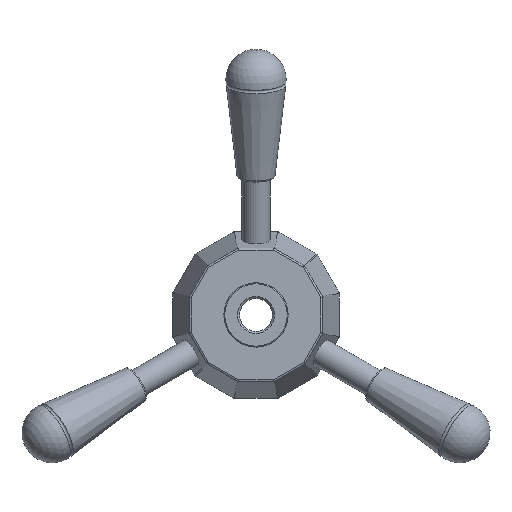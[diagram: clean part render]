
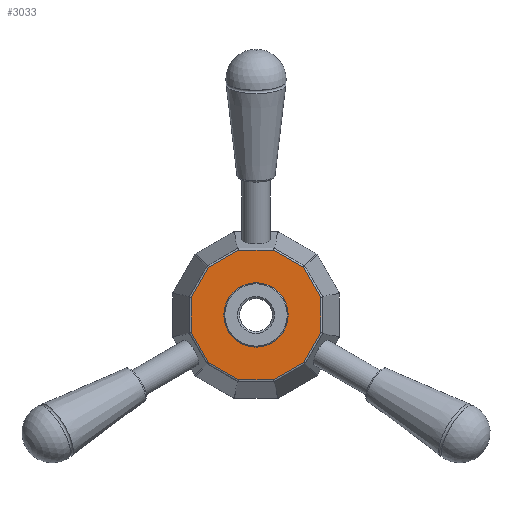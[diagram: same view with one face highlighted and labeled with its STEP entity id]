
A CAD part, top view. The second image highlights one B-rep face of the part: STEP entity #3033.
In plain terms, the highlighted planar face has unit normal (0, 0, 1).
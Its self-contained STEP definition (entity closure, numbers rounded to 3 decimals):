
#109=CIRCLE('',#3206,17.);
#302=LINE('',#4732,#386);
#304=LINE('',#4735,#388);
#306=LINE('',#4738,#390);
#308=LINE('',#4741,#392);
#310=LINE('',#4744,#394);
#313=LINE('',#4748,#397);
#314=LINE('',#4750,#398);
#316=LINE('',#4753,#400);
#318=LINE('',#4756,#402);
#320=LINE('',#4759,#404);
#322=LINE('',#4762,#406);
#324=LINE('',#4765,#408);
#386=VECTOR('',#3492,1000.);
#388=VECTOR('',#3496,1000.);
#390=VECTOR('',#3500,1000.);
#392=VECTOR('',#3504,1000.);
#394=VECTOR('',#3508,1000.);
#397=VECTOR('',#3513,1000.);
#398=VECTOR('',#3516,1000.);
#400=VECTOR('',#3520,1000.);
#402=VECTOR('',#3524,1000.);
#404=VECTOR('',#3528,1000.);
#406=VECTOR('',#3532,1000.);
#408=VECTOR('',#3536,1000.);
#722=ORIENTED_EDGE('',*,*,#1046,.T.);
#723=ORIENTED_EDGE('',*,*,#1016,.F.);
#724=ORIENTED_EDGE('',*,*,#1014,.F.);
#725=ORIENTED_EDGE('',*,*,#1018,.T.);
#726=ORIENTED_EDGE('',*,*,#1022,.F.);
#727=ORIENTED_EDGE('',*,*,#1026,.T.);
#728=ORIENTED_EDGE('',*,*,#1030,.F.);
#729=ORIENTED_EDGE('',*,*,#1034,.F.);
#730=ORIENTED_EDGE('',*,*,#1036,.F.);
#731=ORIENTED_EDGE('',*,*,#1032,.F.);
#732=ORIENTED_EDGE('',*,*,#1028,.F.);
#733=ORIENTED_EDGE('',*,*,#1025,.F.);
#734=ORIENTED_EDGE('',*,*,#1020,.F.);
#1014=EDGE_CURVE('',#1177,#1174,#302,.T.);
#1016=EDGE_CURVE('',#1174,#1171,#304,.T.);
#1018=EDGE_CURVE('',#1177,#1180,#306,.T.);
#1020=EDGE_CURVE('',#1171,#1168,#308,.T.);
#1022=EDGE_CURVE('',#1183,#1180,#310,.T.);
#1025=EDGE_CURVE('',#1168,#1200,#313,.T.);
#1026=EDGE_CURVE('',#1183,#1186,#314,.T.);
#1028=EDGE_CURVE('',#1200,#1198,#316,.T.);
#1030=EDGE_CURVE('',#1189,#1186,#318,.T.);
#1032=EDGE_CURVE('',#1198,#1195,#320,.T.);
#1034=EDGE_CURVE('',#1192,#1189,#322,.T.);
#1036=EDGE_CURVE('',#1195,#1192,#324,.T.);
#1046=EDGE_CURVE('',#1210,#1210,#109,.T.);
#1168=VERTEX_POINT('',#4406);
#1171=VERTEX_POINT('',#4435);
#1174=VERTEX_POINT('',#4464);
#1177=VERTEX_POINT('',#4493);
#1180=VERTEX_POINT('',#4522);
#1183=VERTEX_POINT('',#4551);
#1186=VERTEX_POINT('',#4580);
#1189=VERTEX_POINT('',#4609);
#1192=VERTEX_POINT('',#4638);
#1195=VERTEX_POINT('',#4667);
#1198=VERTEX_POINT('',#4696);
#1200=VERTEX_POINT('',#4720);
#1210=VERTEX_POINT('',#4802);
#1430=EDGE_LOOP('',(#722));
#1431=EDGE_LOOP('',(#723,#724,#725,#726,#727,#728,#729,#730,#731,#732,#733,
#734));
#1664=FACE_BOUND('',#1430,.T.);
#1665=FACE_BOUND('',#1431,.T.);
#1842=PLANE('',#3205);
#3033=ADVANCED_FACE('',(#1664,#1665),#1842,.F.);
#3205=AXIS2_PLACEMENT_3D('',#4800,#3588,#3589);
#3206=AXIS2_PLACEMENT_3D('',#4801,#3590,#3591);
#3492=DIRECTION('',(-0.866,0.5,0.));
#3496=DIRECTION('',(-0.5,0.866,0.));
#3500=DIRECTION('',(1.,0.,0.));
#3504=DIRECTION('',(0.,1.,0.));
#3508=DIRECTION('',(-0.866,-0.5,0.));
#3513=DIRECTION('',(0.5,0.866,0.));
#3516=DIRECTION('',(0.5,0.866,0.));
#3520=DIRECTION('',(0.866,0.5,0.));
#3524=DIRECTION('',(0.,-1.,0.));
#3528=DIRECTION('',(1.,0.,0.));
#3532=DIRECTION('',(0.5,-0.866,0.));
#3536=DIRECTION('',(0.866,-0.5,0.));
#3588=DIRECTION('',(0.,0.,-1.));
#3589=DIRECTION('',(-1.,0.,0.));
#3590=DIRECTION('',(0.,0.,-1.));
#3591=DIRECTION('',(-1.,0.,0.));
#4406=CARTESIAN_POINT('',(-34.339,9.201,37.5));
#4435=CARTESIAN_POINT('',(-34.339,-9.201,37.5));
#4464=CARTESIAN_POINT('',(-25.138,-25.138,37.5));
#4493=CARTESIAN_POINT('',(-9.201,-34.339,37.5));
#4522=CARTESIAN_POINT('',(9.201,-34.339,37.5));
#4551=CARTESIAN_POINT('',(25.138,-25.138,37.5));
#4580=CARTESIAN_POINT('',(34.339,-9.201,37.5));
#4609=CARTESIAN_POINT('',(34.339,9.201,37.5));
#4638=CARTESIAN_POINT('',(25.138,25.138,37.5));
#4667=CARTESIAN_POINT('',(9.201,34.339,37.5));
#4696=CARTESIAN_POINT('',(-9.201,34.339,37.5));
#4720=CARTESIAN_POINT('',(-25.138,25.138,37.5));
#4732=CARTESIAN_POINT('',(-9.033,-34.436,37.5));
#4735=CARTESIAN_POINT('',(-25.041,-25.306,37.5));
#4738=CARTESIAN_POINT('',(47.25,-34.339,37.5));
#4741=CARTESIAN_POINT('',(-34.339,-9.396,37.5));
#4744=CARTESIAN_POINT('',(25.306,-25.041,37.5));
#4748=CARTESIAN_POINT('',(-34.436,9.033,37.5));
#4750=CARTESIAN_POINT('',(41.551,3.29,37.5));
#4753=CARTESIAN_POINT('',(-25.306,25.041,37.5));
#4756=CARTESIAN_POINT('',(34.339,9.396,37.5));
#4759=CARTESIAN_POINT('',(-9.396,34.339,37.5));
#4762=CARTESIAN_POINT('',(25.041,25.306,37.5));
#4765=CARTESIAN_POINT('',(9.033,34.436,37.5));
#4800=CARTESIAN_POINT('',(47.25,0.,37.5));
#4801=CARTESIAN_POINT('',(0.,0.,37.5));
#4802=CARTESIAN_POINT('',(-17.,0.,37.5));
